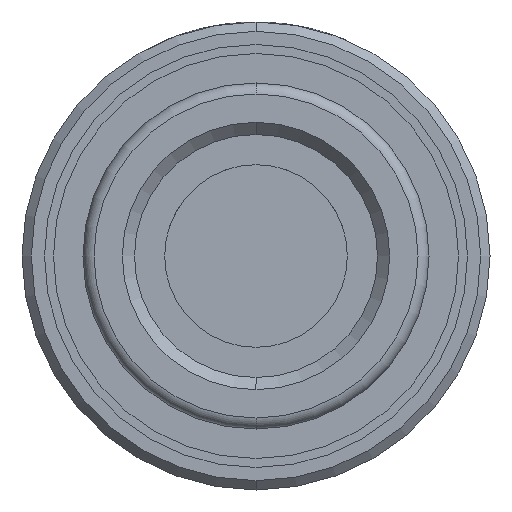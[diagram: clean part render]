
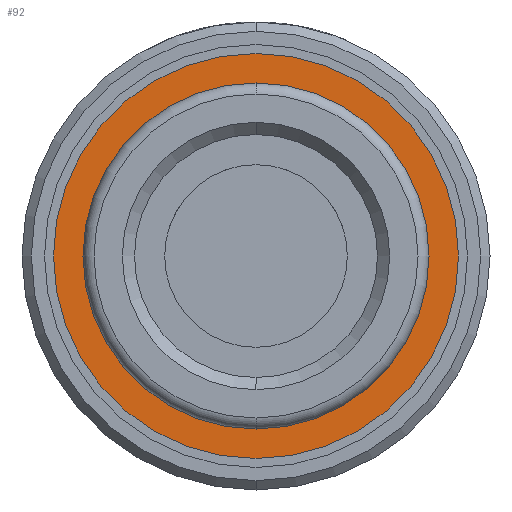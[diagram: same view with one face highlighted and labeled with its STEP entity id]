
A CAD part, front view. The second image highlights one B-rep face of the part: STEP entity #92.
In plain terms, the highlighted planar face has unit normal (0, -1, 0).
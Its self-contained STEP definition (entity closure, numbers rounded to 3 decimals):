
#92=ADVANCED_FACE('',(#207,#208),#209,.T.);
#207=FACE_BOUND('',#348,.T.);
#208=FACE_OUTER_BOUND('',#349,.T.);
#209=PLANE('',#350);
#348=EDGE_LOOP('',(#556,#557,#558));
#349=EDGE_LOOP('',(#559,#560));
#350=AXIS2_PLACEMENT_3D('',#561,#562,#563);
#556=ORIENTED_EDGE('',*,*,#825,.T.);
#557=ORIENTED_EDGE('',*,*,#864,.T.);
#558=ORIENTED_EDGE('',*,*,#826,.T.);
#559=ORIENTED_EDGE('',*,*,#865,.F.);
#560=ORIENTED_EDGE('',*,*,#866,.F.);
#561=CARTESIAN_POINT('',(0.,3.6,5.625));
#562=DIRECTION('',(0.0,-1.0,-0.0));
#563=DIRECTION('',(0.,0.0,-1.0));
#825=EDGE_CURVE('',#983,#981,#984,.T.);
#826=EDGE_CURVE('',#985,#983,#986,.T.);
#864=EDGE_CURVE('',#981,#985,#1042,.T.);
#865=EDGE_CURVE('',#1043,#1044,#1045,.T.);
#866=EDGE_CURVE('',#1044,#1043,#1046,.T.);
#981=VERTEX_POINT('',#1293);
#983=VERTEX_POINT('',#1295);
#984=CIRCLE('',#1296,9.156);
#985=VERTEX_POINT('',#1297);
#986=CIRCLE('',#1298,9.156);
#1042=CIRCLE('',#1391,9.156);
#1043=VERTEX_POINT('',#1392);
#1044=VERTEX_POINT('',#1393);
#1045=CIRCLE('',#1394,11.25);
#1046=CIRCLE('',#1395,11.25);
#1293=CARTESIAN_POINT('',(0.,3.6,9.156));
#1295=CARTESIAN_POINT('',(-9.156,3.6,0.));
#1296=AXIS2_PLACEMENT_3D('',#1559,#1560,#1561);
#1297=CARTESIAN_POINT('',(0.,3.6,-9.156));
#1298=AXIS2_PLACEMENT_3D('',#1562,#1563,#1564);
#1391=AXIS2_PLACEMENT_3D('',#1622,#1623,#1624);
#1392=CARTESIAN_POINT('',(0.,3.6,11.25));
#1393=CARTESIAN_POINT('',(0.,3.6,-11.25));
#1394=AXIS2_PLACEMENT_3D('',#1625,#1626,#1627);
#1395=AXIS2_PLACEMENT_3D('',#1628,#1629,#1630);
#1559=CARTESIAN_POINT('',(0.0,3.6,0.0));
#1560=DIRECTION('',(0.0,1.0,0.0));
#1561=DIRECTION('',(1.0,0.0,0.));
#1562=CARTESIAN_POINT('',(0.0,3.6,0.0));
#1563=DIRECTION('',(0.0,1.0,0.0));
#1564=DIRECTION('',(1.0,0.0,0.));
#1622=CARTESIAN_POINT('',(0.0,3.6,0.0));
#1623=DIRECTION('',(0.0,1.0,0.0));
#1624=DIRECTION('',(1.0,0.0,0.));
#1625=CARTESIAN_POINT('',(0.0,3.6,0.0));
#1626=DIRECTION('',(-0.0,1.0,0.0));
#1627=DIRECTION('',(0.,0.0,1.0));
#1628=CARTESIAN_POINT('',(0.0,3.6,0.0));
#1629=DIRECTION('',(-0.0,1.0,0.0));
#1630=DIRECTION('',(0.,0.0,1.0));
